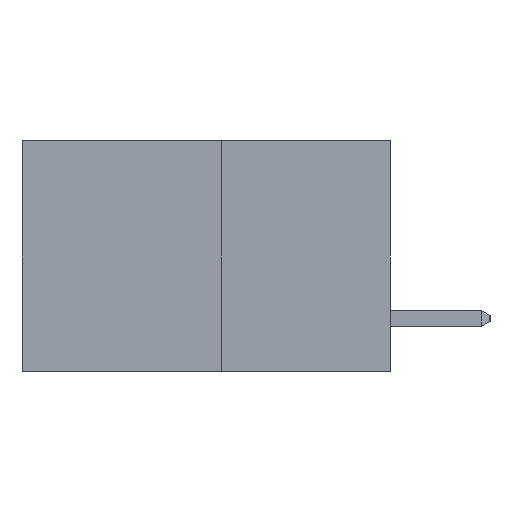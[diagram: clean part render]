
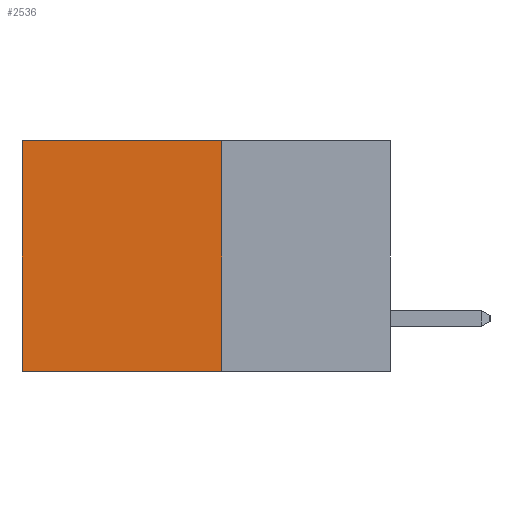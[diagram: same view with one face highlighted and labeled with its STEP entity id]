
A CAD part, left-side view. The second image highlights one B-rep face of the part: STEP entity #2536.
In plain terms, the highlighted planar face has unit normal (-1, 0, 0).
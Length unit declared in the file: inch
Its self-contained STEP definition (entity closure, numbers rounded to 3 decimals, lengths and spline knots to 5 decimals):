
#87 = CARTESIAN_POINT ( 'NONE',  ( 0.277, 0.27, -0.37 ) ) ;
#196 = EDGE_CURVE ( 'NONE', #5846, #6822, #7677, .T. ) ;
#355 = ORIENTED_EDGE ( 'NONE', *, *, #6993, .T. ) ;
#385 = VERTEX_POINT ( 'NONE', #4664 ) ;
#2536 = ADVANCED_FACE ( 'NONE', ( #11042 ), #2904, .F. ) ;
#2600 = ORIENTED_EDGE ( 'NONE', *, *, #196, .T. ) ;
#2904 = PLANE ( 'NONE',  #8676 ) ;
#2964 = CARTESIAN_POINT ( 'NONE',  ( 0.277, 0.27, -0.37 ) ) ;
#3019 = DIRECTION ( 'NONE',  ( 0., 1., 0. ) ) ;
#3032 = LINE ( 'NONE', #3243, #9256 ) ;
#3243 = CARTESIAN_POINT ( 'NONE',  ( 0.277, 0.27, -0.37 ) ) ;
#3259 = VERTEX_POINT ( 'NONE', #7568 ) ;
#3893 = DIRECTION ( 'NONE',  ( 0., 1., 0. ) ) ;
#4664 = CARTESIAN_POINT ( 'NONE',  ( 0.277, 0.27, -0.37 ) ) ;
#5163 = DIRECTION ( 'NONE',  ( 0., 0., -1. ) ) ;
#5231 = EDGE_LOOP ( 'NONE', ( #355, #10684, #5599, #2600 ) ) ;
#5599 = ORIENTED_EDGE ( 'NONE', *, *, #10347, .F. ) ;
#5649 = VECTOR ( 'NONE', #3019, 39.37008 ) ;
#5846 = VERTEX_POINT ( 'NONE', #9599 ) ;
#6083 = VECTOR ( 'NONE', #3893, 39.37008 ) ;
#6179 = CARTESIAN_POINT ( 'NONE',  ( 0.277, 0.59, 0. ) ) ;
#6822 = VERTEX_POINT ( 'NONE', #6179 ) ;
#6993 = EDGE_CURVE ( 'NONE', #6822, #3259, #7396, .T. ) ;
#6996 = CARTESIAN_POINT ( 'NONE',  ( 0.277, 0.27, 0. ) ) ;
#7396 = LINE ( 'NONE', #8152, #11089 ) ;
#7568 = CARTESIAN_POINT ( 'NONE',  ( 0.277, 0.59, -0.37 ) ) ;
#7677 = LINE ( 'NONE', #6996, #5649 ) ;
#8005 = EDGE_CURVE ( 'NONE', #385, #3259, #10885, .T. ) ;
#8152 = CARTESIAN_POINT ( 'NONE',  ( 0.277, 0.59, -0.37 ) ) ;
#8315 = DIRECTION ( 'NONE',  ( 0., 0., -1. ) ) ;
#8676 = AXIS2_PLACEMENT_3D ( 'NONE', #2964, #9939, #10245 ) ;
#9256 = VECTOR ( 'NONE', #8315, 39.37008 ) ;
#9599 = CARTESIAN_POINT ( 'NONE',  ( 0.277, 0.27, 0. ) ) ;
#9939 = DIRECTION ( 'NONE',  ( 1., 0., 0. ) ) ;
#10245 = DIRECTION ( 'NONE',  ( 0., 0., -1. ) ) ;
#10347 = EDGE_CURVE ( 'NONE', #5846, #385, #3032, .T. ) ;
#10684 = ORIENTED_EDGE ( 'NONE', *, *, #8005, .F. ) ;
#10885 = LINE ( 'NONE', #87, #6083 ) ;
#11042 = FACE_OUTER_BOUND ( 'NONE', #5231, .T. ) ;
#11089 = VECTOR ( 'NONE', #5163, 39.37008 ) ;
